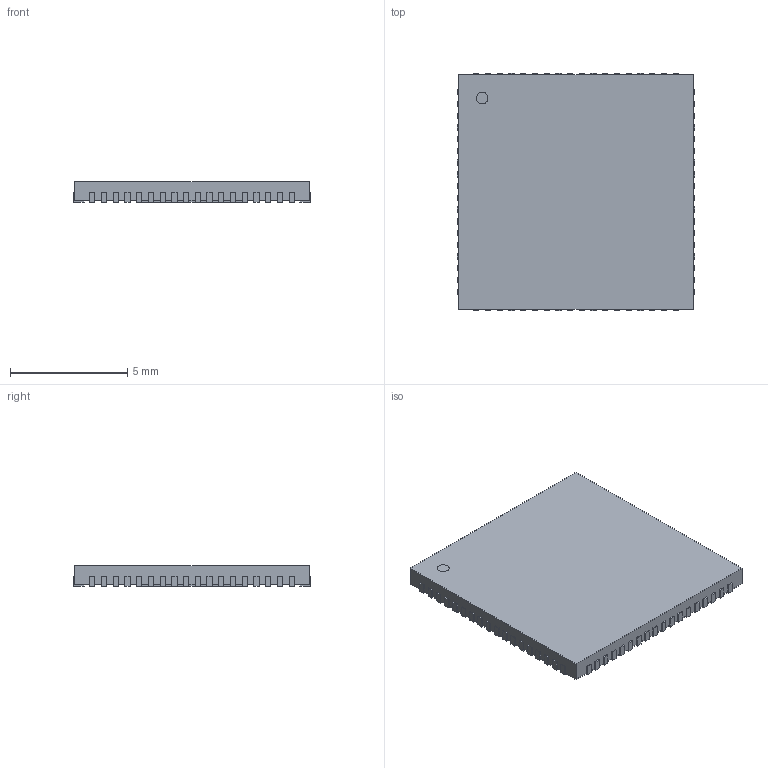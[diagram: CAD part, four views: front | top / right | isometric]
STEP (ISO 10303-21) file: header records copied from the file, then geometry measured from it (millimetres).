
FILE_DESCRIPTION(('STEP AP214'),'1');
FILE_NAME('QFN72_10X10_INR','2023-06-12T06:44:33',(''),(''),'','','');
FILE_SCHEMA(('AUTOMOTIVE_DESIGN'));
Length unit declared in the file: millimetre
Products named in the file (1): product
Bounding box: 10.11 x 10.11 x 0.87 mm (x, y, z)
Volume: 83.3 mm3; surface area: 313.9 mm2
Topology: 75 solids, 75 shells, 591 faces, 1323 edges, 882 vertices
Faces by surface type: plane 590, cylinder 1
Full cylindrical faces by diameter (mm): 0.5 x1
Entity records: 15349 total; most frequent: ORIENTED_EDGE 2644, DIRECTION 2510, CARTESIAN_POINT 1477, EDGE_CURVE 1322, LINE 1320, VECTOR 1320, VERTEX_POINT 882, AXIS2_PLACEMENT_3D 595
